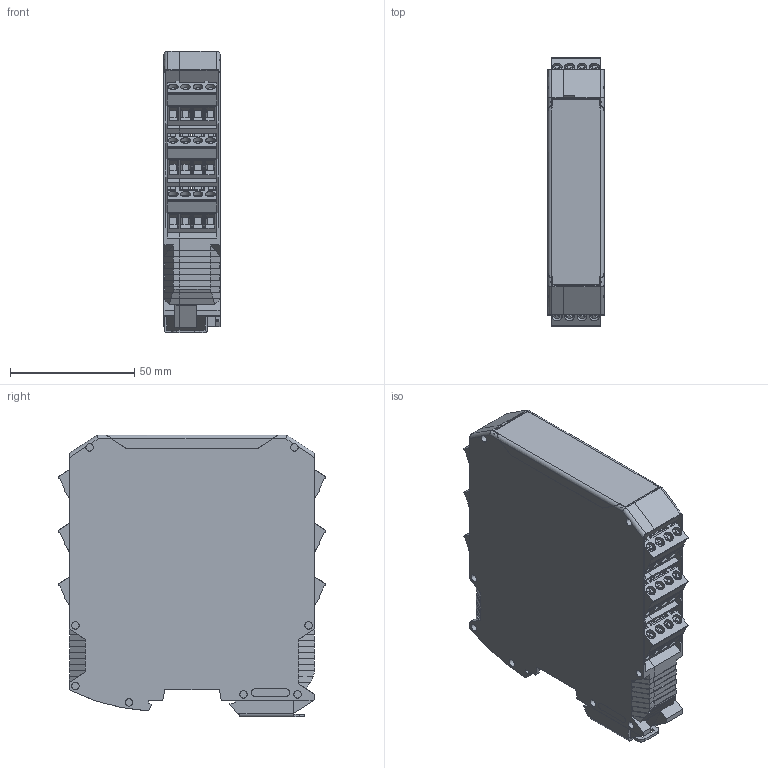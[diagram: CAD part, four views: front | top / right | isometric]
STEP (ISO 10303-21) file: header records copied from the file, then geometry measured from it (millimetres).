
FILE_DESCRIPTION (( 'STEP AP214' ), '1' );
FILE_NAME ('MOSAIC-MI8O4.STEP', '2021-08-27T13:58:23', ( '' ), ( '' ), 'SwSTEP 2.0', 'SolidWorks 2021', '' );
FILE_SCHEMA (( 'AUTOMOTIVE_DESIGN' ));
Length unit declared in the file: inch
Products named in the file (1): MOSAIC-MI8O4
Bounding box: 22.61 x 107.95 x 113.6 mm (x, y, z)
Volume: 62294.4 mm3; surface area: 81719 mm2
Topology: 11 solids, 11 shells, 2255 faces, 6104 edges, 4023 vertices
Faces by surface type: plane 1901, cylinder 351, bspline 2, cone 1
Full cylindrical faces by diameter (mm): 1.35 x2, 1.4 x28, 1.6 x1, 2.8 x25, 3 x21, 3.796 x24, 4 x24, 4.5 x1
Entity records: 69207 total; most frequent: CARTESIAN_POINT 12684, ORIENTED_EDGE 11888, DIRECTION 11027, EDGE_CURVE 5944, LINE 5117, VECTOR 5117, VERTEX_POINT 3992, AXIS2_PLACEMENT_3D 2955
